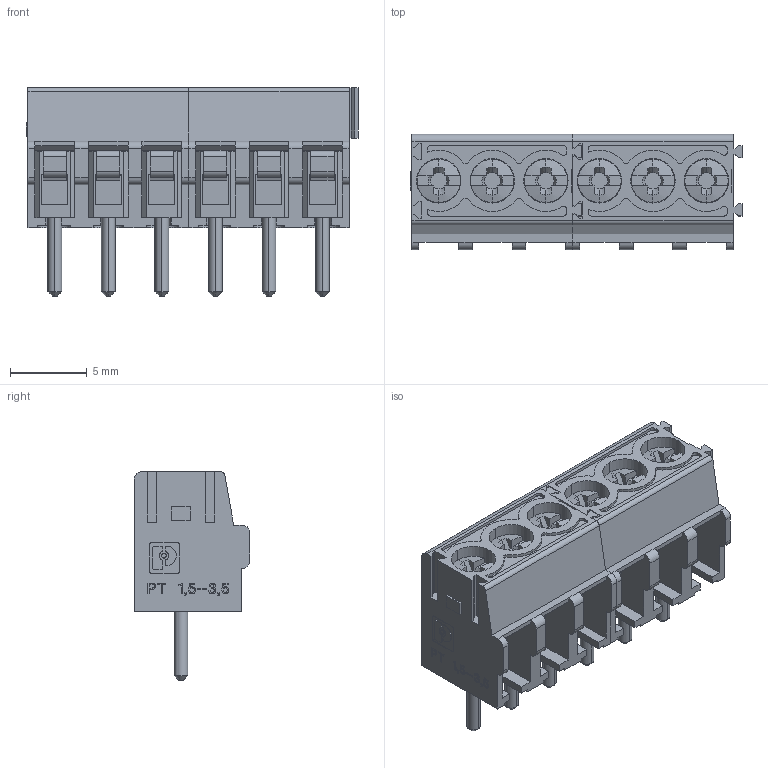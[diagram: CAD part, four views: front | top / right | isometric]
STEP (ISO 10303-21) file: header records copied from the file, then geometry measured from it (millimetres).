
FILE_DESCRIPTION(('STEP AP242'),'1');
FILE_NAME('1984659.stp','2021-12-16T16:29:31',('TraceParts'),('TraceParts S.A.'),'Spatial InterOp 3D',' ',' ');
FILE_SCHEMA(('AP242_MANAGED_MODEL_BASED_3D_ENGINEERING_MIM_LF {1 0 10303 442 1 1 4}'));
Length unit declared in the file: millimetre
Products named in the file (1): 1984659_1
Bounding box: 21.7 x 7.55 x 13.65 mm (x, y, z)
Volume: 974.5 mm3; surface area: 2754.3 mm2
Topology: 14 solids, 14 shells, 1436 faces, 4074 edges, 2700 vertices
Faces by surface type: plane 1090, cylinder 264, cone 48, sphere 24, extrusion 10
Entity records: 59408 total; most frequent: CARTESIAN_POINT 9750, ORIENTED_EDGE 8148, DIRECTION 7616, EDGE_CURVE 4074, VECTOR 3248, LINE 3238, VERTEX_POINT 2700, AXIS2_PLACEMENT_3D 2184
